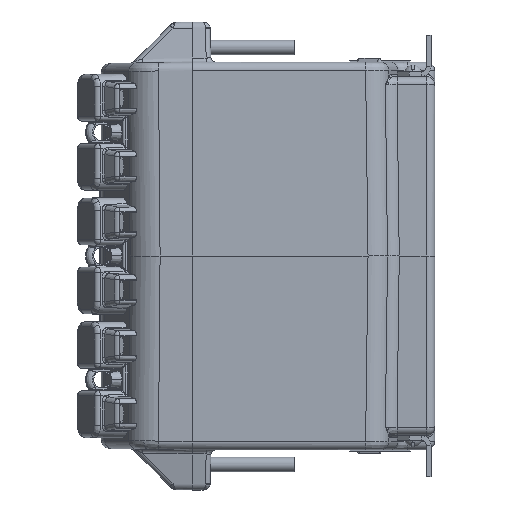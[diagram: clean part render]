
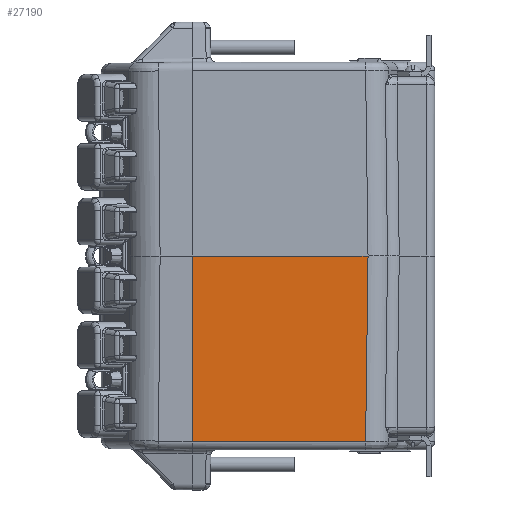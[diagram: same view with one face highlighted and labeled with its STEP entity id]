
A CAD part, left-side view. The second image highlights one B-rep face of the part: STEP entity #27190.
In plain terms, the highlighted planar face has unit normal (-1, 0, -0.018).
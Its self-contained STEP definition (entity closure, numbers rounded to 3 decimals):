
#7995 = EDGE_LOOP ( 'NONE', ( #158281, #158249, #94300, #158261 ) ) ;
#27190 = ADVANCED_FACE ( 'NONE', ( #113761 ), #108369, .T. ) ;
#88183 = AXIS2_PLACEMENT_3D ( 'NONE', #108297, #108314, #108299 ) ;
#94300 = ORIENTED_EDGE ( 'NONE', *, *, #142649, .T. ) ;
#95989 = CARTESIAN_POINT ( 'NONE',  ( -83.664, 31.5, -76.561 ) ) ;
#96011 = CARTESIAN_POINT ( 'NONE',  ( -83.664, -39.999, -76.561 ) ) ;
#96132 = CARTESIAN_POINT ( 'NONE',  ( -85., -41.001, 0. ) ) ;
#96192 = CARTESIAN_POINT ( 'NONE',  ( -85., 31.5, 0. ) ) ;
#108297 = CARTESIAN_POINT ( 'NONE',  ( -85., 89.5, 0. ) ) ;
#108299 = DIRECTION ( 'NONE',  ( 0.017, 0., -1. ) ) ;
#108314 = DIRECTION ( 'NONE',  ( -1., 0., -0.017 ) ) ;
#108369 = PLANE ( 'NONE',  #88183 ) ;
#113761 = FACE_OUTER_BOUND ( 'NONE', #7995, .T. ) ;
#118727 = LINE ( 'NONE', #151659, #118843 ) ;
#118843 = VECTOR ( 'NONE', #151603, 1000. ) ;
#118853 = LINE ( 'NONE', #151785, #118863 ) ;
#118863 = VECTOR ( 'NONE', #151940, 1000. ) ;
#118946 = LINE ( 'NONE', #152636, #119025 ) ;
#119025 = VECTOR ( 'NONE', #152667, 1000. ) ;
#119058 = VECTOR ( 'NONE', #152647, 1000. ) ;
#119101 = LINE ( 'NONE', #152680, #119058 ) ;
#124076 = VERTEX_POINT ( 'NONE', #95989 ) ;
#124114 = VERTEX_POINT ( 'NONE', #96011 ) ;
#124148 = VERTEX_POINT ( 'NONE', #96132 ) ;
#124166 = VERTEX_POINT ( 'NONE', #96192 ) ;
#142635 = EDGE_CURVE ( 'NONE', #124166, #124148, #118727, .T. ) ;
#142649 = EDGE_CURVE ( 'NONE', #124114, #124148, #118853, .T. ) ;
#142686 = EDGE_CURVE ( 'NONE', #124076, #124114, #118946, .T. ) ;
#142689 = EDGE_CURVE ( 'NONE', #124166, #124076, #119101, .T. ) ;
#151603 = DIRECTION ( 'NONE',  ( 0., -1., 0. ) ) ;
#151659 = CARTESIAN_POINT ( 'NONE',  ( -85., 89.5, 0. ) ) ;
#151785 = CARTESIAN_POINT ( 'NONE',  ( -84.97, -40.979, -1.708 ) ) ;
#151940 = DIRECTION ( 'NONE',  ( -0.017, -0.013, 1. ) ) ;
#152636 = CARTESIAN_POINT ( 'NONE',  ( -83.664, 89.5, -76.561 ) ) ;
#152647 = DIRECTION ( 'NONE',  ( 0.017, 0., -1. ) ) ;
#152667 = DIRECTION ( 'NONE',  ( 0., -1., 0. ) ) ;
#152680 = CARTESIAN_POINT ( 'NONE',  ( -83.279, 31.5, -98.599 ) ) ;
#158249 = ORIENTED_EDGE ( 'NONE', *, *, #142686, .T. ) ;
#158261 = ORIENTED_EDGE ( 'NONE', *, *, #142635, .F. ) ;
#158281 = ORIENTED_EDGE ( 'NONE', *, *, #142689, .T. ) ;
